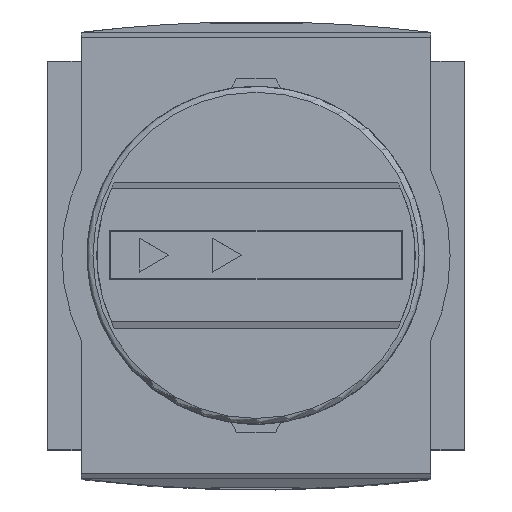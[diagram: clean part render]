
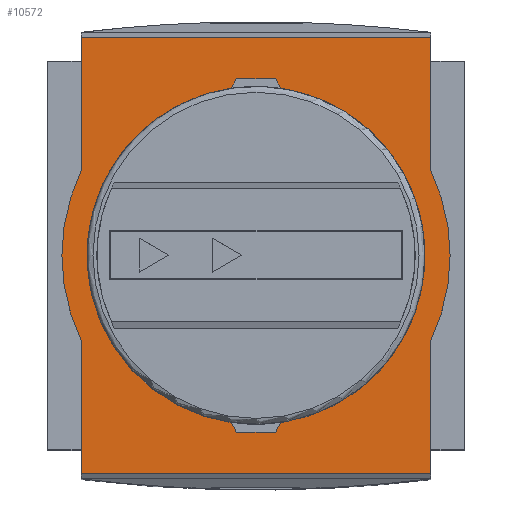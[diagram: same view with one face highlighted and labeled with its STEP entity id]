
A CAD part, top view. The second image highlights one B-rep face of the part: STEP entity #10572.
In plain terms, the highlighted planar face has unit normal (0, 0, 1).
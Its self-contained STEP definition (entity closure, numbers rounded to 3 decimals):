
#73=CARTESIAN_POINT('',(-2.,18.2,27.));
#74=VERTEX_POINT('',#73);
#75=CARTESIAN_POINT('',(-2.572,17.209,27.));
#76=VERTEX_POINT('',#75);
#77=CARTESIAN_POINT('',(-2.,18.2,27.));
#78=DIRECTION('',(-0.5,-0.866,0.0));
#79=VECTOR('',#78,1.145);
#80=LINE('',#77,#79);
#81=EDGE_CURVE('',#74,#76,#80,.T.);
#113=CARTESIAN_POINT('',(-2.572,-17.209,27.));
#114=VERTEX_POINT('',#113);
#115=CARTESIAN_POINT('',(-2.,-18.2,27.));
#116=VERTEX_POINT('',#115);
#117=CARTESIAN_POINT('',(-2.572,-17.209,27.));
#118=DIRECTION('',(0.5,-0.866,0.0));
#119=VECTOR('',#118,1.145);
#120=LINE('',#117,#119);
#121=EDGE_CURVE('',#114,#116,#120,.T.);
#164=CARTESIAN_POINT('',(0.,0.,27.));
#165=DIRECTION('',(0.0,0.0,1.0));
#166=DIRECTION('',(-1.0,0.0,0.0));
#167=AXIS2_PLACEMENT_3D('',#164,#165,#166);
#168=CIRCLE('',#167,17.4);
#169=EDGE_CURVE('',#76,#114,#168,.T.);
#181=CARTESIAN_POINT('',(2.572,-17.209,27.));
#182=VERTEX_POINT('',#181);
#189=CARTESIAN_POINT('',(2.572,17.209,27.));
#190=VERTEX_POINT('',#189);
#191=CARTESIAN_POINT('',(0.,0.,27.));
#192=DIRECTION('',(0.0,0.0,1.0));
#193=DIRECTION('',(-1.0,0.0,0.0));
#194=AXIS2_PLACEMENT_3D('',#191,#192,#193);
#195=CIRCLE('',#194,17.4);
#196=EDGE_CURVE('',#182,#190,#195,.T.);
#222=CARTESIAN_POINT('',(2.,-18.2,27.));
#223=VERTEX_POINT('',#222);
#224=CARTESIAN_POINT('',(-2.,-18.2,27.));
#225=DIRECTION('',(1.0,0.0,0.0));
#226=VECTOR('',#225,4.0);
#227=LINE('',#224,#226);
#228=EDGE_CURVE('',#116,#223,#227,.T.);
#607=CARTESIAN_POINT('',(2.,18.2,27.));
#608=VERTEX_POINT('',#607);
#609=CARTESIAN_POINT('',(2.,18.2,27.));
#610=DIRECTION('',(-1.0,0.0,0.0));
#611=VECTOR('',#610,4.0);
#612=LINE('',#609,#611);
#613=EDGE_CURVE('',#608,#74,#612,.T.);
#638=CARTESIAN_POINT('',(2.572,17.209,27.));
#639=DIRECTION('',(-0.5,0.866,0.0));
#640=VECTOR('',#639,1.145);
#641=LINE('',#638,#640);
#642=EDGE_CURVE('',#190,#608,#641,.T.);
#672=CARTESIAN_POINT('',(2.,-18.2,27.));
#673=DIRECTION('',(0.5,0.866,0.0));
#674=VECTOR('',#673,1.145);
#675=LINE('',#672,#674);
#676=EDGE_CURVE('',#223,#182,#675,.T.);
#4393=CARTESIAN_POINT('',(18.,-22.464,27.));
#4394=VERTEX_POINT('',#4393);
#4401=CARTESIAN_POINT('',(-18.,-22.464,27.0));
#4402=VERTEX_POINT('',#4401);
#4403=CARTESIAN_POINT('',(18.,-22.464,27.));
#4404=DIRECTION('',(-1.0,0.0,0.0));
#4405=VECTOR('',#4404,36.0);
#4406=LINE('',#4403,#4405);
#4407=EDGE_CURVE('',#4394,#4402,#4406,.T.);
#4556=CARTESIAN_POINT('',(-18.,-8.718,27.0));
#4557=VERTEX_POINT('',#4556);
#4564=CARTESIAN_POINT('',(-18.,8.718,27.0));
#4565=VERTEX_POINT('',#4564);
#4566=CARTESIAN_POINT('',(0.0,0.0,27.0));
#4567=DIRECTION('',(0.0,0.0,-1.0));
#4568=DIRECTION('',(-1.0,0.0,0.0));
#4569=AXIS2_PLACEMENT_3D('',#4566,#4567,#4568);
#4570=CIRCLE('',#4569,20.0);
#4571=EDGE_CURVE('',#4557,#4565,#4570,.T.);
#4596=CARTESIAN_POINT('',(18.,-8.718,27.));
#4597=VERTEX_POINT('',#4596);
#4605=CARTESIAN_POINT('',(18.,8.718,27.));
#4606=VERTEX_POINT('',#4605);
#4613=CARTESIAN_POINT('',(0.0,0.0,27.0));
#4614=DIRECTION('',(0.0,0.0,-1.0));
#4615=DIRECTION('',(-1.0,0.0,0.0));
#4616=AXIS2_PLACEMENT_3D('',#4613,#4614,#4615);
#4617=CIRCLE('',#4616,20.0);
#4618=EDGE_CURVE('',#4606,#4597,#4617,.T.);
#8207=CARTESIAN_POINT('',(-18.,22.464,27.0));
#8208=VERTEX_POINT('',#8207);
#8215=CARTESIAN_POINT('',(18.,22.464,27.));
#8216=VERTEX_POINT('',#8215);
#8217=CARTESIAN_POINT('',(-18.,22.464,27.0));
#8218=DIRECTION('',(1.0,0.0,0.0));
#8219=VECTOR('',#8218,36.0);
#8220=LINE('',#8217,#8219);
#8221=EDGE_CURVE('',#8208,#8216,#8220,.T.);
#9186=CARTESIAN_POINT('',(18.,-22.464,27.));
#9187=DIRECTION('',(0.0,1.0,0.0));
#9188=VECTOR('',#9187,13.746);
#9189=LINE('',#9186,#9188);
#9190=EDGE_CURVE('',#4394,#4597,#9189,.T.);
#9309=CARTESIAN_POINT('',(18.,8.718,27.));
#9310=DIRECTION('',(0.0,1.0,0.0));
#9311=VECTOR('',#9310,13.746);
#9312=LINE('',#9309,#9311);
#9313=EDGE_CURVE('',#4606,#8216,#9312,.T.);
#9705=CARTESIAN_POINT('',(-18.,-8.718,27.0));
#9706=DIRECTION('',(0.0,-1.0,0.0));
#9707=VECTOR('',#9706,13.746);
#9708=LINE('',#9705,#9707);
#9709=EDGE_CURVE('',#4557,#4402,#9708,.T.);
#9821=CARTESIAN_POINT('',(-18.,22.464,27.0));
#9822=DIRECTION('',(0.0,-1.0,0.0));
#9823=VECTOR('',#9822,13.746);
#9824=LINE('',#9821,#9823);
#9825=EDGE_CURVE('',#8208,#4565,#9824,.T.);
#10547=CARTESIAN_POINT('',(0.0,0.0,27.0));
#10548=DIRECTION('',(0.0,0.0,-1.0));
#10549=DIRECTION('',(-1.0,0.0,0.0));
#10550=AXIS2_PLACEMENT_3D('',#10547,#10548,#10549);
#10551=PLANE('',#10550);
#10552=ORIENTED_EDGE('',*,*,#4618,.F.);
#10553=ORIENTED_EDGE('',*,*,#9313,.T.);
#10554=ORIENTED_EDGE('',*,*,#8221,.F.);
#10555=ORIENTED_EDGE('',*,*,#9825,.T.);
#10556=ORIENTED_EDGE('',*,*,#4571,.F.);
#10557=ORIENTED_EDGE('',*,*,#9709,.T.);
#10558=ORIENTED_EDGE('',*,*,#4407,.F.);
#10559=ORIENTED_EDGE('',*,*,#9190,.T.);
#10560=EDGE_LOOP('',(#10552,#10553,#10554,#10555,#10556,#10557,#10558,#10559));
#10561=FACE_OUTER_BOUND('',#10560,.T.);
#10562=ORIENTED_EDGE('',*,*,#676,.F.);
#10563=ORIENTED_EDGE('',*,*,#228,.F.);
#10564=ORIENTED_EDGE('',*,*,#121,.F.);
#10565=ORIENTED_EDGE('',*,*,#169,.F.);
#10566=ORIENTED_EDGE('',*,*,#81,.F.);
#10567=ORIENTED_EDGE('',*,*,#613,.F.);
#10568=ORIENTED_EDGE('',*,*,#642,.F.);
#10569=ORIENTED_EDGE('',*,*,#196,.F.);
#10570=EDGE_LOOP('',(#10562,#10563,#10564,#10565,#10566,#10567,#10568,#10569));
#10571=FACE_BOUND('',#10570,.T.);
#10572=ADVANCED_FACE('',(#10561,#10571),#10551,.F.);
